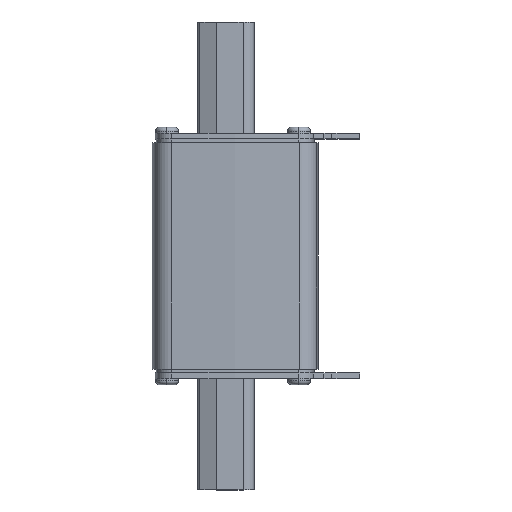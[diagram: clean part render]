
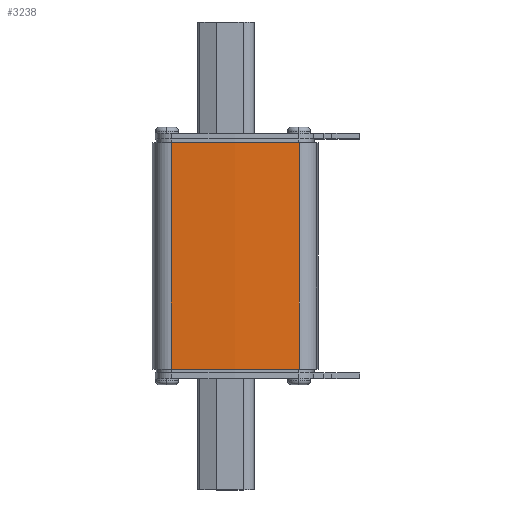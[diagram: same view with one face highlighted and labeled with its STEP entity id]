
A CAD part, top view. The second image highlights one B-rep face of the part: STEP entity #3238.
In plain terms, the highlighted free-form (B-spline) face has degree [3, 1] with [5, 2] control points.
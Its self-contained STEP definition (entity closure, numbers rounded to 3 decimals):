
#10 = LINE ( 'NONE', #1723, #3969 ) ;
#349 = FACE_OUTER_BOUND ( 'NONE', #2903, .T. ) ;
#424 = ORIENTED_EDGE ( 'NONE', *, *, #5697, .T. ) ;
#660 = VERTEX_POINT ( 'NONE', #2829 ) ;
#714 = B_SPLINE_CURVE_WITH_KNOTS ( 'NONE', 3,
 ( #997, #3952, #4940, #2000, #5427 ),
 .UNSPECIFIED., .F., .F.,
 ( 4, 1, 4 ),
 ( 0.097, 0.5, 0.903 ),
 .UNSPECIFIED. ) ;
#732 = CARTESIAN_POINT ( 'NONE',  ( 16.935, 30., 13.6 ) ) ;
#918 = CARTESIAN_POINT ( 'NONE',  ( -11.29, -30., 14.033 ) ) ;
#996 = ORIENTED_EDGE ( 'NONE', *, *, #1441, .T. ) ;
#997 = CARTESIAN_POINT ( 'NONE',  ( -16.935, 30., 13.6 ) ) ;
#1204 = ORIENTED_EDGE ( 'NONE', *, *, #3329, .F. ) ;
#1273 = B_SPLINE_CURVE_WITH_KNOTS ( 'NONE', 3,
 ( #3282, #5701, #1803, #5237, #2309 ),
 .UNSPECIFIED., .F., .F.,
 ( 4, 1, 4 ),
 ( 0.097, 0.5, 0.903 ),
 .UNSPECIFIED. ) ;
#1403 = CARTESIAN_POINT ( 'NONE',  ( -16.935, 30., 13.6 ) ) ;
#1407 = CARTESIAN_POINT ( 'NONE',  ( 0., -30., 14.467 ) ) ;
#1439 = VECTOR ( 'NONE', #6164, 1000. ) ;
#1441 = EDGE_CURVE ( 'NONE', #660, #1976, #10, .T. ) ;
#1723 = CARTESIAN_POINT ( 'NONE',  ( 16.935, -30., 13.6 ) ) ;
#1803 = CARTESIAN_POINT ( 'NONE',  ( 0., -30., 14.467 ) ) ;
#1915 = CARTESIAN_POINT ( 'NONE',  ( 11.29, -30., 14.033 ) ) ;
#1976 = VERTEX_POINT ( 'NONE', #732 ) ;
#2000 = CARTESIAN_POINT ( 'NONE',  ( 11.29, 30., 14.033 ) ) ;
#2309 = CARTESIAN_POINT ( 'NONE',  ( 16.935, -30., 13.6 ) ) ;
#2421 = CARTESIAN_POINT ( 'NONE',  ( 16.935, -30., 13.6 ) ) ;
#2610 = CARTESIAN_POINT ( 'NONE',  ( -16.935, -30., 13.6 ) ) ;
#2625 = LINE ( 'NONE', #3754, #1439 ) ;
#2829 = CARTESIAN_POINT ( 'NONE',  ( 16.935, -30., 13.6 ) ) ;
#2903 = EDGE_LOOP ( 'NONE', ( #996, #1204, #3079, #424 ) ) ;
#3034 = EDGE_CURVE ( 'NONE', #6064, #5830, #2625, .T. ) ;
#3079 = ORIENTED_EDGE ( 'NONE', *, *, #3034, .F. ) ;
#3238 = ADVANCED_FACE ( 'NONE', ( #349 ), #4411, .T. ) ;
#3282 = CARTESIAN_POINT ( 'NONE',  ( -16.935, -30., 13.6 ) ) ;
#3329 = EDGE_CURVE ( 'NONE', #5830, #1976, #714, .T. ) ;
#3754 = CARTESIAN_POINT ( 'NONE',  ( -16.935, -30., 13.6 ) ) ;
#3873 = CARTESIAN_POINT ( 'NONE',  ( -16.935, -30., 13.6 ) ) ;
#3952 = CARTESIAN_POINT ( 'NONE',  ( -11.29, 30., 14.033 ) ) ;
#3969 = VECTOR ( 'NONE', #5126, 1000. ) ;
#4364 = CARTESIAN_POINT ( 'NONE',  ( -11.29, 30., 14.033 ) ) ;
#4411 = B_SPLINE_SURFACE_WITH_KNOTS ( 'NONE', 3, 1, ( 
 ( #3873, #5328 ),
 ( #918, #4364 ),
 ( #1407, #4860 ),
 ( #1915, #5345 ),
 ( #2421, #5825 ) ),
 .UNSPECIFIED., .F., .F., .F.,
 ( 4, 1, 4 ),
 ( 2, 2 ),
 ( 0.097, 0.5, 0.903 ),
 ( 0., 1. ),
 .UNSPECIFIED. ) ;
#4860 = CARTESIAN_POINT ( 'NONE',  ( 0., 30., 14.467 ) ) ;
#4940 = CARTESIAN_POINT ( 'NONE',  ( 0., 30., 14.467 ) ) ;
#5126 = DIRECTION ( 'NONE',  ( 0., 1., 0. ) ) ;
#5237 = CARTESIAN_POINT ( 'NONE',  ( 11.29, -30., 14.033 ) ) ;
#5328 = CARTESIAN_POINT ( 'NONE',  ( -16.935, 30., 13.6 ) ) ;
#5345 = CARTESIAN_POINT ( 'NONE',  ( 11.29, 30., 14.033 ) ) ;
#5427 = CARTESIAN_POINT ( 'NONE',  ( 16.935, 30., 13.6 ) ) ;
#5697 = EDGE_CURVE ( 'NONE', #6064, #660, #1273, .T. ) ;
#5701 = CARTESIAN_POINT ( 'NONE',  ( -11.29, -30., 14.033 ) ) ;
#5825 = CARTESIAN_POINT ( 'NONE',  ( 16.935, 30., 13.6 ) ) ;
#5830 = VERTEX_POINT ( 'NONE', #1403 ) ;
#6064 = VERTEX_POINT ( 'NONE', #2610 ) ;
#6164 = DIRECTION ( 'NONE',  ( 0., 1., 0. ) ) ;
